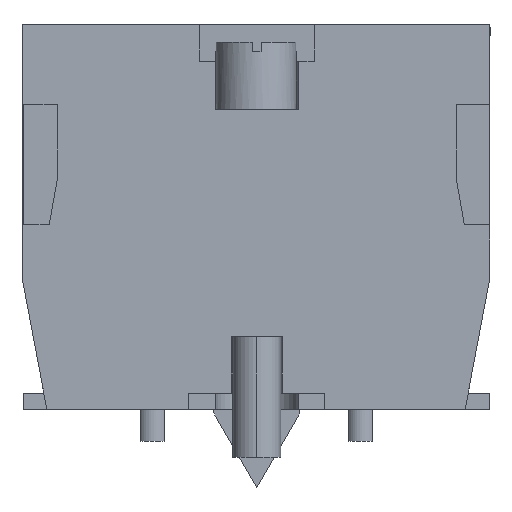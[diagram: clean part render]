
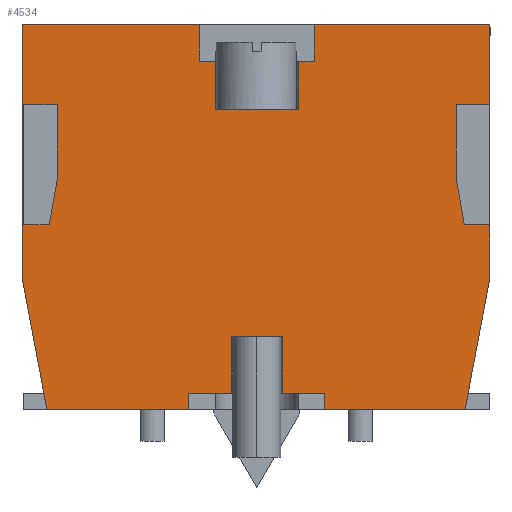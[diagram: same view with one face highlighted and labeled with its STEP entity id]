
A CAD part, left-side view. The second image highlights one B-rep face of the part: STEP entity #4534.
In plain terms, the highlighted face is planar.
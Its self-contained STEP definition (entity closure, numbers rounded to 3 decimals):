
#142=DIRECTION('',(-0.174,0.985,0.));
#143=VECTOR('',#142,2.879);
#144=CARTESIAN_POINT('',(2.1,9.664,14.79));
#145=LINE('',#144,#143);
#146=DIRECTION('',(-1.,0.,0.));
#147=VECTOR('',#146,1.6);
#148=CARTESIAN_POINT('',(1.6,12.5,14.79));
#149=LINE('',#148,#147);
#150=DIRECTION('',(0.186,0.983,0.));
#151=VECTOR('',#150,8.345);
#152=CARTESIAN_POINT('',(0.,15.8,14.79));
#153=LINE('',#152,#151);
#154=DIRECTION('',(0.,-1.,0.));
#155=VECTOR('',#154,3.5);
#156=CARTESIAN_POINT('',(12.95,23.,14.79));
#157=LINE('',#156,#155);
#158=DIRECTION('',(0.,1.,0.));
#159=VECTOR('',#158,1.);
#160=CARTESIAN_POINT('',(18.8,23.,14.79));
#161=LINE('',#160,#159);
#162=DIRECTION('',(0.186,-0.983,0.));
#163=VECTOR('',#162,8.345);
#164=CARTESIAN_POINT('',(27.65,24.,14.79));
#165=LINE('',#164,#163);
#166=DIRECTION('',(0.,-1.,0.));
#167=VECTOR('',#166,15.8);
#168=CARTESIAN_POINT('',(29.2,15.8,14.79));
#169=LINE('',#168,#167);
#170=DIRECTION('',(-1.,0.,0.));
#171=VECTOR('',#170,11.046);
#172=CARTESIAN_POINT('',(29.2,0.,14.79));
#173=LINE('',#172,#171);
#174=DIRECTION('',(-1.,0.,0.));
#175=VECTOR('',#174,1.004);
#176=CARTESIAN_POINT('',(18.154,2.3,14.79));
#177=LINE('',#176,#175);
#178=DIRECTION('',(0.,1.,0.));
#179=VECTOR('',#178,3.);
#180=CARTESIAN_POINT('',(17.15,2.3,14.79));
#181=LINE('',#180,#179);
#182=DIRECTION('',(-1.,0.,0.));
#183=VECTOR('',#182,5.2);
#184=CARTESIAN_POINT('',(17.15,5.3,14.79));
#185=LINE('',#184,#183);
#186=DIRECTION('',(-1.,0.,0.));
#187=VECTOR('',#186,0.996);
#188=CARTESIAN_POINT('',(11.95,2.3,14.79));
#189=LINE('',#188,#187);
#190=DIRECTION('',(0.,-1.,0.));
#191=VECTOR('',#190,2.3);
#192=CARTESIAN_POINT('',(10.954,2.3,14.79));
#193=LINE('',#192,#191);
#194=DIRECTION('',(-1.,0.,0.));
#195=VECTOR('',#194,10.954);
#196=CARTESIAN_POINT('',(10.954,0.,14.79));
#197=LINE('',#196,#195);
#198=DIRECTION('',(-0.174,-0.985,0.));
#199=VECTOR('',#198,2.879);
#200=CARTESIAN_POINT('',(27.5,12.5,14.79));
#201=LINE('',#200,#199);
#206=DIRECTION('',(-1.,0.,0.));
#207=VECTOR('',#206,2.1);
#208=CARTESIAN_POINT('',(2.1,5.,14.79));
#209=LINE('',#208,#207);
#226=DIRECTION('',(0.,-1.,0.));
#227=VECTOR('',#226,3.3);
#228=CARTESIAN_POINT('',(0.,15.8,14.79));
#229=LINE('',#228,#227);
#238=DIRECTION('',(0.,-1.,0.));
#239=VECTOR('',#238,5.);
#240=CARTESIAN_POINT('',(0.,5.,14.79));
#241=LINE('',#240,#239);
#707=DIRECTION('',(-1.,0.,0.));
#708=VECTOR('',#707,8.85);
#709=CARTESIAN_POINT('',(27.65,24.,14.79));
#710=LINE('',#709,#708);
#725=DIRECTION('',(-1.,0.,0.));
#726=VECTOR('',#725,8.75);
#727=CARTESIAN_POINT('',(10.3,24.,14.79));
#728=LINE('',#727,#726);
#916=DIRECTION('',(-1.,0.,0.));
#917=VECTOR('',#916,2.65);
#918=CARTESIAN_POINT('',(12.95,23.,14.79));
#919=LINE('',#918,#917);
#954=DIRECTION('',(-1.,0.,0.));
#955=VECTOR('',#954,2.65);
#956=CARTESIAN_POINT('',(18.8,23.,14.79));
#957=LINE('',#956,#955);
#958=DIRECTION('',(0.,-1.,0.));
#959=VECTOR('',#958,3.5);
#960=CARTESIAN_POINT('',(16.15,23.,14.79));
#961=LINE('',#960,#959);
#966=DIRECTION('',(-1.,0.,0.));
#967=VECTOR('',#966,3.2);
#968=CARTESIAN_POINT('',(16.15,19.5,14.79));
#969=LINE('',#968,#967);
#1024=DIRECTION('',(0.,1.,0.));
#1025=VECTOR('',#1024,1.);
#1026=CARTESIAN_POINT('',(10.3,23.,14.79));
#1027=LINE('',#1026,#1025);
#1859=DIRECTION('',(0.,-1.,0.));
#1860=VECTOR('',#1859,4.664);
#1861=CARTESIAN_POINT('',(2.1,9.664,14.79));
#1862=LINE('',#1861,#1860);
#2116=DIRECTION('',(0.,-1.,0.));
#2117=VECTOR('',#2116,2.3);
#2118=CARTESIAN_POINT('',(18.154,2.3,14.79));
#2119=LINE('',#2118,#2117);
#2154=DIRECTION('',(0.,1.,0.));
#2155=VECTOR('',#2154,3.);
#2156=CARTESIAN_POINT('',(11.95,2.3,14.79));
#2157=LINE('',#2156,#2155);
#2452=DIRECTION('',(1.,0.,0.));
#2453=VECTOR('',#2452,1.6);
#2454=CARTESIAN_POINT('',(27.5,12.5,14.79));
#2455=LINE('',#2454,#2453);
#2460=DIRECTION('',(0.,-1.,0.));
#2461=VECTOR('',#2460,7.5);
#2462=CARTESIAN_POINT('',(29.1,12.5,14.79));
#2463=LINE('',#2462,#2461);
#2468=DIRECTION('',(-1.,0.,0.));
#2469=VECTOR('',#2468,2.1);
#2470=CARTESIAN_POINT('',(29.1,5.,14.79));
#2471=LINE('',#2470,#2469);
#2476=DIRECTION('',(0.,1.,0.));
#2477=VECTOR('',#2476,4.664);
#2478=CARTESIAN_POINT('',(27.,5.,14.79));
#2479=LINE('',#2478,#2477);
#3359=CARTESIAN_POINT('',(10.954,0.,14.79));
#3361=VERTEX_POINT('',#3359);
#3364=CARTESIAN_POINT('',(18.154,0.,14.79));
#3365=VERTEX_POINT('',#3364);
#3366=CARTESIAN_POINT('',(29.2,0.,14.79));
#3367=VERTEX_POINT('',#3366);
#3372=CARTESIAN_POINT('',(0.,0.,14.79));
#3373=VERTEX_POINT('',#3372);
#3596=CARTESIAN_POINT('',(10.954,2.3,14.79));
#3597=VERTEX_POINT('',#3596);
#3600=CARTESIAN_POINT('',(2.1,5.,14.79));
#3601=CARTESIAN_POINT('',(0.,5.,14.79));
#3602=VERTEX_POINT('',#3600);
#3603=VERTEX_POINT('',#3601);
#3604=CARTESIAN_POINT('',(2.1,9.664,14.79));
#3605=VERTEX_POINT('',#3604);
#3606=CARTESIAN_POINT('',(1.6,12.5,14.79));
#3607=VERTEX_POINT('',#3606);
#3608=CARTESIAN_POINT('',(0.,12.5,14.79));
#3609=VERTEX_POINT('',#3608);
#3610=CARTESIAN_POINT('',(0.,15.8,14.79));
#3611=VERTEX_POINT('',#3610);
#3612=CARTESIAN_POINT('',(1.55,24.,14.79));
#3613=VERTEX_POINT('',#3612);
#3614=CARTESIAN_POINT('',(10.3,24.,14.79));
#3615=VERTEX_POINT('',#3614);
#3616=CARTESIAN_POINT('',(10.3,23.,14.79));
#3617=VERTEX_POINT('',#3616);
#3618=CARTESIAN_POINT('',(12.95,23.,14.79));
#3619=VERTEX_POINT('',#3618);
#3620=CARTESIAN_POINT('',(12.95,19.5,14.79));
#3621=VERTEX_POINT('',#3620);
#3622=CARTESIAN_POINT('',(16.15,19.5,14.79));
#3623=VERTEX_POINT('',#3622);
#3624=CARTESIAN_POINT('',(16.15,23.,14.79));
#3625=VERTEX_POINT('',#3624);
#3626=CARTESIAN_POINT('',(18.8,23.,14.79));
#3627=VERTEX_POINT('',#3626);
#3628=CARTESIAN_POINT('',(18.8,24.,14.79));
#3629=VERTEX_POINT('',#3628);
#3630=CARTESIAN_POINT('',(27.65,24.,14.79));
#3631=VERTEX_POINT('',#3630);
#3632=CARTESIAN_POINT('',(29.2,15.8,14.79));
#3633=VERTEX_POINT('',#3632);
#3634=CARTESIAN_POINT('',(18.154,2.3,14.79));
#3635=VERTEX_POINT('',#3634);
#3636=CARTESIAN_POINT('',(17.15,2.3,14.79));
#3637=VERTEX_POINT('',#3636);
#3638=CARTESIAN_POINT('',(17.15,5.3,14.79));
#3639=VERTEX_POINT('',#3638);
#3640=CARTESIAN_POINT('',(11.95,5.3,14.79));
#3641=VERTEX_POINT('',#3640);
#3642=CARTESIAN_POINT('',(11.95,2.3,14.79));
#3643=VERTEX_POINT('',#3642);
#3644=CARTESIAN_POINT('',(27.5,12.5,14.79));
#3645=CARTESIAN_POINT('',(29.1,12.5,14.79));
#3646=VERTEX_POINT('',#3644);
#3647=VERTEX_POINT('',#3645);
#3648=CARTESIAN_POINT('',(27.,9.664,14.79));
#3649=VERTEX_POINT('',#3648);
#3650=CARTESIAN_POINT('',(27.,5.,14.79));
#3651=VERTEX_POINT('',#3650);
#3652=CARTESIAN_POINT('',(29.1,5.,14.79));
#3653=VERTEX_POINT('',#3652);
#4464=CARTESIAN_POINT('',(0.,0.,14.79));
#4465=DIRECTION('',(0.,0.,1.));
#4466=DIRECTION('',(1.,0.,0.));
#4467=AXIS2_PLACEMENT_3D('',#4464,#4465,#4466);
#4468=PLANE('',#4467);
#4470=ORIENTED_EDGE('',*,*,#4469,.F.);
#4472=ORIENTED_EDGE('',*,*,#4471,.F.);
#4474=ORIENTED_EDGE('',*,*,#4473,.T.);
#4476=ORIENTED_EDGE('',*,*,#4475,.T.);
#4478=ORIENTED_EDGE('',*,*,#4477,.F.);
#4480=ORIENTED_EDGE('',*,*,#4479,.T.);
#4482=ORIENTED_EDGE('',*,*,#4481,.F.);
#4484=ORIENTED_EDGE('',*,*,#4483,.F.);
#4486=ORIENTED_EDGE('',*,*,#4485,.F.);
#4488=ORIENTED_EDGE('',*,*,#4487,.T.);
#4490=ORIENTED_EDGE('',*,*,#4489,.F.);
#4492=ORIENTED_EDGE('',*,*,#4491,.F.);
#4494=ORIENTED_EDGE('',*,*,#4493,.F.);
#4496=ORIENTED_EDGE('',*,*,#4495,.T.);
#4498=ORIENTED_EDGE('',*,*,#4497,.F.);
#4500=ORIENTED_EDGE('',*,*,#4499,.T.);
#4502=ORIENTED_EDGE('',*,*,#4501,.T.);
#4503=ORIENTED_EDGE('',*,*,#4376,.T.);
#4505=ORIENTED_EDGE('',*,*,#4504,.F.);
#4507=ORIENTED_EDGE('',*,*,#4506,.T.);
#4509=ORIENTED_EDGE('',*,*,#4508,.T.);
#4511=ORIENTED_EDGE('',*,*,#4510,.T.);
#4513=ORIENTED_EDGE('',*,*,#4512,.F.);
#4515=ORIENTED_EDGE('',*,*,#4514,.T.);
#4516=ORIENTED_EDGE('',*,*,#4455,.T.);
#4517=ORIENTED_EDGE('',*,*,#4384,.T.);
#4519=ORIENTED_EDGE('',*,*,#4518,.F.);
#4520=EDGE_LOOP('',(#4470,#4472,#4474,#4476,#4478,#4480,#4482,#4484,#4486,#4488,
#4490,#4492,#4494,#4496,#4498,#4500,#4502,#4503,#4505,#4507,#4509,#4511,#4513,
#4515,#4516,#4517,#4519));
#4521=FACE_OUTER_BOUND('',#4520,.F.);
#4523=ORIENTED_EDGE('',*,*,#4522,.F.);
#4525=ORIENTED_EDGE('',*,*,#4524,.T.);
#4527=ORIENTED_EDGE('',*,*,#4526,.F.);
#4529=ORIENTED_EDGE('',*,*,#4528,.F.);
#4531=ORIENTED_EDGE('',*,*,#4530,.F.);
#4532=EDGE_LOOP('',(#4523,#4525,#4527,#4529,#4531));
#4533=FACE_BOUND('',#4532,.F.);
#4376=EDGE_CURVE('',#3367,#3365,#173,.T.);
#4384=EDGE_CURVE('',#3361,#3373,#197,.T.);
#4455=EDGE_CURVE('',#3597,#3361,#193,.T.);
#4469=EDGE_CURVE('',#3602,#3603,#209,.T.);
#4471=EDGE_CURVE('',#3605,#3602,#1862,.T.);
#4473=EDGE_CURVE('',#3605,#3607,#145,.T.);
#4475=EDGE_CURVE('',#3607,#3609,#149,.T.);
#4477=EDGE_CURVE('',#3611,#3609,#229,.T.);
#4479=EDGE_CURVE('',#3611,#3613,#153,.T.);
#4481=EDGE_CURVE('',#3615,#3613,#728,.T.);
#4483=EDGE_CURVE('',#3617,#3615,#1027,.T.);
#4485=EDGE_CURVE('',#3619,#3617,#919,.T.);
#4487=EDGE_CURVE('',#3619,#3621,#157,.T.);
#4489=EDGE_CURVE('',#3623,#3621,#969,.T.);
#4491=EDGE_CURVE('',#3625,#3623,#961,.T.);
#4493=EDGE_CURVE('',#3627,#3625,#957,.T.);
#4495=EDGE_CURVE('',#3627,#3629,#161,.T.);
#4497=EDGE_CURVE('',#3631,#3629,#710,.T.);
#4499=EDGE_CURVE('',#3631,#3633,#165,.T.);
#4501=EDGE_CURVE('',#3633,#3367,#169,.T.);
#4504=EDGE_CURVE('',#3635,#3365,#2119,.T.);
#4506=EDGE_CURVE('',#3635,#3637,#177,.T.);
#4508=EDGE_CURVE('',#3637,#3639,#181,.T.);
#4510=EDGE_CURVE('',#3639,#3641,#185,.T.);
#4512=EDGE_CURVE('',#3643,#3641,#2157,.T.);
#4514=EDGE_CURVE('',#3643,#3597,#189,.T.);
#4518=EDGE_CURVE('',#3603,#3373,#241,.T.);
#4522=EDGE_CURVE('',#3646,#3647,#2455,.T.);
#4524=EDGE_CURVE('',#3646,#3649,#201,.T.);
#4526=EDGE_CURVE('',#3651,#3649,#2479,.T.);
#4528=EDGE_CURVE('',#3653,#3651,#2471,.T.);
#4530=EDGE_CURVE('',#3647,#3653,#2463,.T.);
#4534=ADVANCED_FACE('',(#4521,#4533),#4468,.T.);
